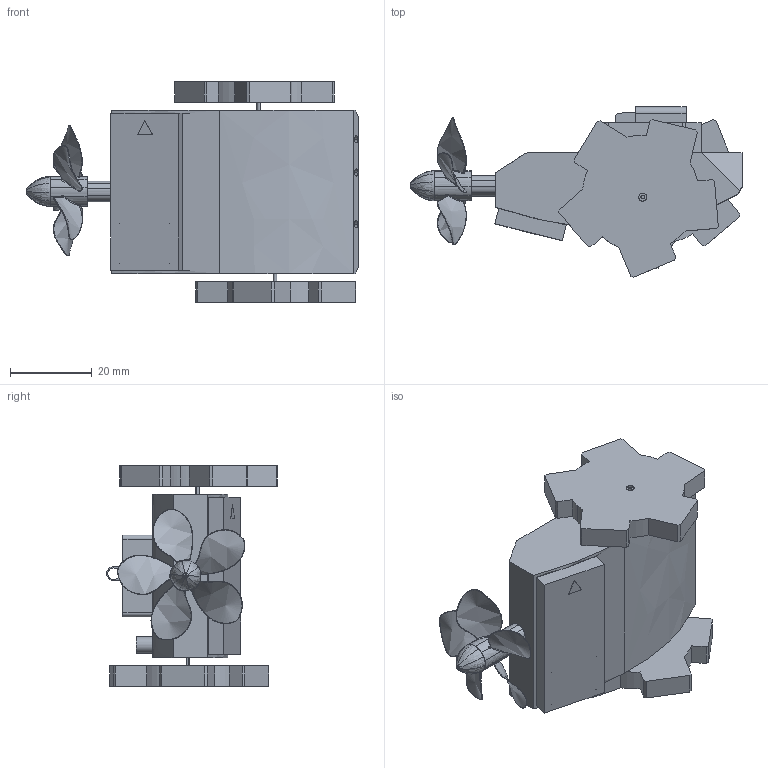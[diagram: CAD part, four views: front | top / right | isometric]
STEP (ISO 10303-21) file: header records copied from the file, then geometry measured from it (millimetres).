
FILE_DESCRIPTION (( 'STEP AP214' ), '1' );
FILE_NAME ('Assem1.STEP', '2021-06-07T11:01:13', ( '' ), ( '' ), 'SwSTEP 2.0', 'SolidWorks 2020', '' );
FILE_SCHEMA (( 'AUTOMOTIVE_DESIGN' ));
Length unit declared in the file: millimetre
Products named in the file (5): testio1; cover; test; Assem1; propeller1
Assembly tree (5 placements, depth 2):
  Assem1
    test
    propeller1
    cover
    testio1  x2
Bounding box: 81.29 x 41.85 x 54 mm (x, y, z)
Volume: 20855.3 mm3; surface area: 25785.5 mm2
Topology: 11 solids, 11 shells, 596 faces, 1530 edges, 964 vertices
Faces by surface type: cylinder 267, plane 156, bspline 117, cone 26, torus 20, sphere 10
Entity records: 34319 total; most frequent: CARTESIAN_POINT 21718, ORIENTED_EDGE 2786, DIRECTION 2073, EDGE_CURVE 1393, VERTEX_POINT 890, AXIS2_PLACEMENT_3D 767, EDGE_LOOP 591, ADVANCED_FACE 554
